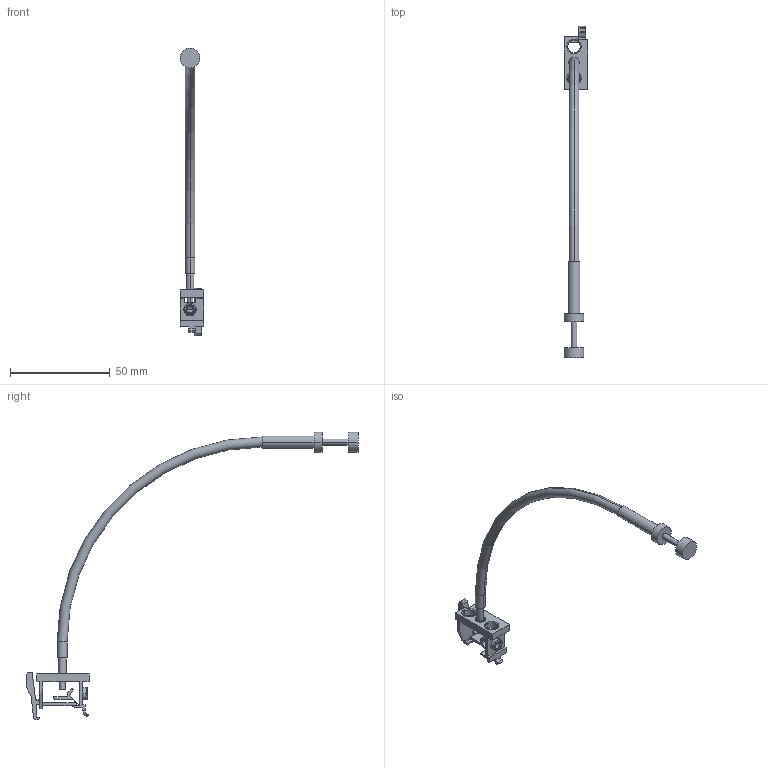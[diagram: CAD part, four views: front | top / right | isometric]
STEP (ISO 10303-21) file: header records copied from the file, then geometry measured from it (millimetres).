
FILE_DESCRIPTION(('STEP AP214'),'1');
FILE_NAME('cctmp_A8CD9B06-3835-4F5E-A708-7F4841EEBF7A_2023_07_18_13_28_23_0594..stp','2023-07-18T11:28:23',('SIEMENS A&D'),('CADClick - www.CADClick.com'),'Spatial InterOp 3D postprocessed',' ','unknown authorization');
FILE_SCHEMA(('AUTOMOTIVE_DESIGN'));
Length unit declared in the file: millimetre
Products named in the file (3): cc_unnamed; 2023_07_18_13_28_23_0578; 2023_07_18_13_28_23_0547
Assembly tree (2 placements, depth 2):
  cc_unnamed
    2023_07_18_13_28_23_0578
    2023_07_18_13_28_23_0547
Bounding box: 12 x 166.06 x 144.01 mm (x, y, z)
Volume: 6818 mm3; surface area: 6555.6 mm2
Topology: 2 solids, 2 shells, 122 faces, 333 edges, 218 vertices
Faces by surface type: plane 62, cylinder 48, torus 8, cone 4
Entity records: 6563 total; most frequent: DIRECTION 702, CARTESIAN_POINT 676, STYLED_ITEM 675, PRESENTATION_STYLE_ASSIGNMENT 675, ORIENTED_EDGE 666, EDGE_CURVE 333, CURVE_STYLE 333, DRAUGHTING_PRE_DEFINED_CURVE_FONT 333
